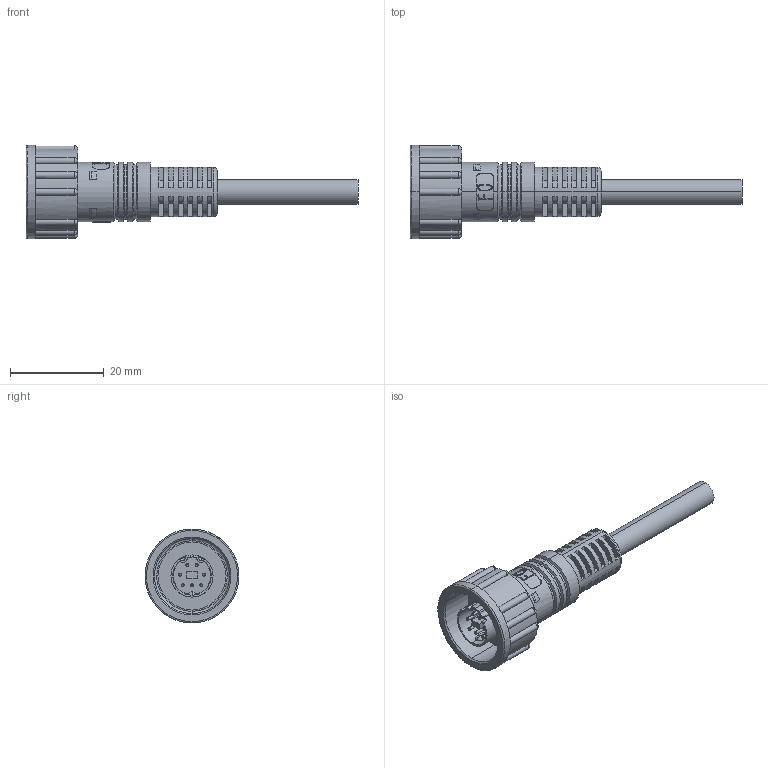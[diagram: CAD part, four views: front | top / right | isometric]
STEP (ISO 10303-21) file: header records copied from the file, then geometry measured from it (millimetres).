
FILE_DESCRIPTION (( 'STEP AP203' ), '1' );
FILE_NAME ('P450.STEP', '2020-04-16T01:49:41', ( 'edpusr' ), ( 'Microsoft' ), 'SwSTEP 2.0', 'SolidWorks 2015', '' );
FILE_SCHEMA (( 'CONFIG_CONTROL_DESIGN' ));
Length unit declared in the file: millimetre
Products named in the file (1): P450
Bounding box: 70.7 x 20 x 20 mm (x, y, z)
Volume: 5569.8 mm3; surface area: 4925.7 mm2
Topology: 2 solids, 2 shells, 395 faces, 1000 edges, 637 vertices
Faces by surface type: plane 151, cylinder 127, bspline 103, cone 14
Entity records: 16959 total; most frequent: CARTESIAN_POINT 7819, ORIENTED_EDGE 1964, DIRECTION 1785, EDGE_CURVE 982, AXIS2_PLACEMENT_3D 676, VERTEX_POINT 637, EDGE_LOOP 441, LINE 433
